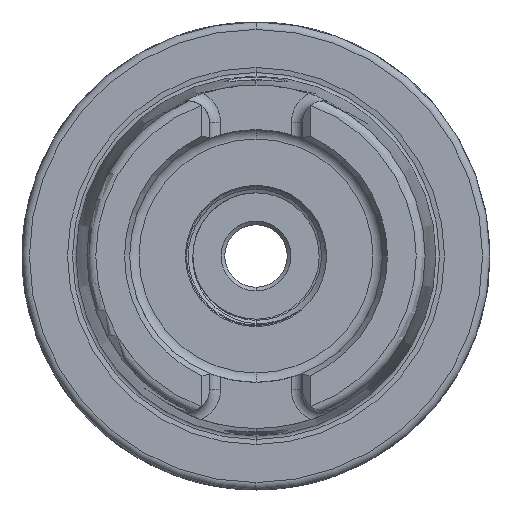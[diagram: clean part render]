
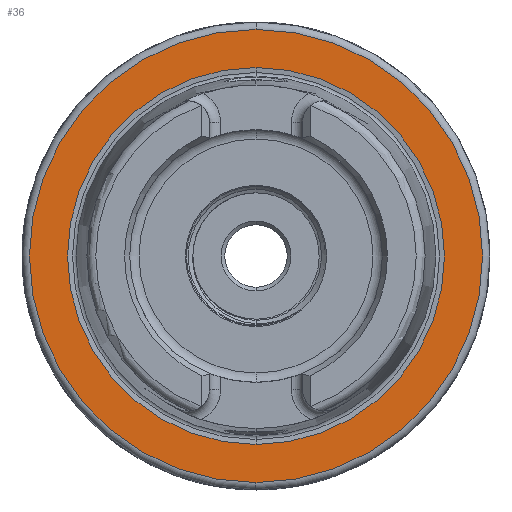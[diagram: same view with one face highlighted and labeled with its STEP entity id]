
A CAD part, left-side view. The second image highlights one B-rep face of the part: STEP entity #36.
In plain terms, the highlighted planar face has unit normal (-1, 0, 0).
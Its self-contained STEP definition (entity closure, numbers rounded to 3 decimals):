
#36 = ADVANCED_FACE ( 'NONE', ( #11309, #11313 ), #14702, .T. ) ;
#106 = EDGE_CURVE ( 'NONE', #10988, #10987, #13437, .T. ) ;
#107 = EDGE_CURVE ( 'NONE', #10984, #10983, #13438, .T. ) ;
#4406 = ORIENTED_EDGE ( 'NONE', *, *, #12225, .T. ) ;
#4407 = ORIENTED_EDGE ( 'NONE', *, *, #106, .T. ) ;
#4408 = ORIENTED_EDGE ( 'NONE', *, *, #107, .T. ) ;
#4409 = ORIENTED_EDGE ( 'NONE', *, *, #12236, .T. ) ;
#6143 = CARTESIAN_POINT ( 'NONE',  ( 0., 0., 0. ) ) ;
#6144 = DIRECTION ( 'NONE',  ( -1., 0., 0. ) ) ;
#6145 = DIRECTION ( 'NONE',  ( 0., 0., 1. ) ) ;
#6176 = CARTESIAN_POINT ( 'NONE',  ( 0., 0., 0. ) ) ;
#6177 = DIRECTION ( 'NONE',  ( 1., 0., 0. ) ) ;
#6178 = DIRECTION ( 'NONE',  ( 0., 0., -1. ) ) ;
#7251 = CARTESIAN_POINT ( 'NONE',  ( 0., 0., 25.369 ) ) ;
#7252 = CARTESIAN_POINT ( 'NONE',  ( 0., 0., -25.369 ) ) ;
#7255 = CARTESIAN_POINT ( 'NONE',  ( 0., 0., 30.5 ) ) ;
#7256 = CARTESIAN_POINT ( 'NONE',  ( 0., 0., -30.5 ) ) ;
#7957 = AXIS2_PLACEMENT_3D ( 'NONE', #6143, #6144, #6145 ) ;
#7972 = AXIS2_PLACEMENT_3D ( 'NONE', #6176, #6177, #6178 ) ;
#8748 = CARTESIAN_POINT ( 'NONE',  ( 0., 0., 0. ) ) ;
#8749 = DIRECTION ( 'NONE',  ( -1., 0., 0. ) ) ;
#8750 = DIRECTION ( 'NONE',  ( 0., 0., 1. ) ) ;
#8751 = CARTESIAN_POINT ( 'NONE',  ( 0., 0., 0. ) ) ;
#8752 = DIRECTION ( 'NONE',  ( 1., 0., 0. ) ) ;
#8753 = DIRECTION ( 'NONE',  ( 0., 0., -1. ) ) ;
#10983 = VERTEX_POINT ( 'NONE', #7251 ) ;
#10984 = VERTEX_POINT ( 'NONE', #7252 ) ;
#10987 = VERTEX_POINT ( 'NONE', #7255 ) ;
#10988 = VERTEX_POINT ( 'NONE', #7256 ) ;
#11309 = FACE_OUTER_BOUND ( 'NONE', #15506, .T. ) ;
#11313 = FACE_BOUND ( 'NONE', #15507, .T. ) ;
#11315 = AXIS2_PLACEMENT_3D ( 'NONE', #14703, #14704, #14705 ) ;
#12225 = EDGE_CURVE ( 'NONE', #10987, #10988, #13518, .T. ) ;
#12236 = EDGE_CURVE ( 'NONE', #10983, #10984, #13524, .T. ) ;
#13437 = CIRCLE ( 'NONE', #17172, 30.5 ) ;
#13438 = CIRCLE ( 'NONE', #17173, 25.369 ) ;
#13518 = CIRCLE ( 'NONE', #7957, 30.5 ) ;
#13524 = CIRCLE ( 'NONE', #7972, 25.369 ) ;
#14702 = PLANE ( 'NONE',  #11315 ) ;
#14703 = CARTESIAN_POINT ( 'NONE',  ( 0., 25.369, 0. ) ) ;
#14704 = DIRECTION ( 'NONE',  ( -1., 0., 0. ) ) ;
#14705 = DIRECTION ( 'NONE',  ( 0., 0., 1. ) ) ;
#15506 = EDGE_LOOP ( 'NONE', ( #4406, #4407 ) ) ;
#15507 = EDGE_LOOP ( 'NONE', ( #4409, #4408 ) ) ;
#17172 = AXIS2_PLACEMENT_3D ( 'NONE', #8748, #8749, #8750 ) ;
#17173 = AXIS2_PLACEMENT_3D ( 'NONE', #8751, #8752, #8753 ) ;
